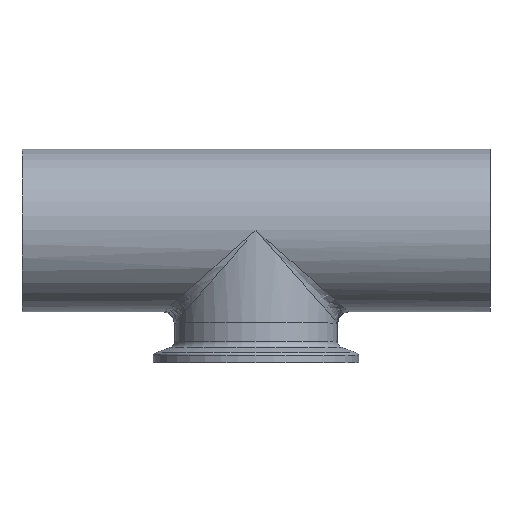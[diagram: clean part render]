
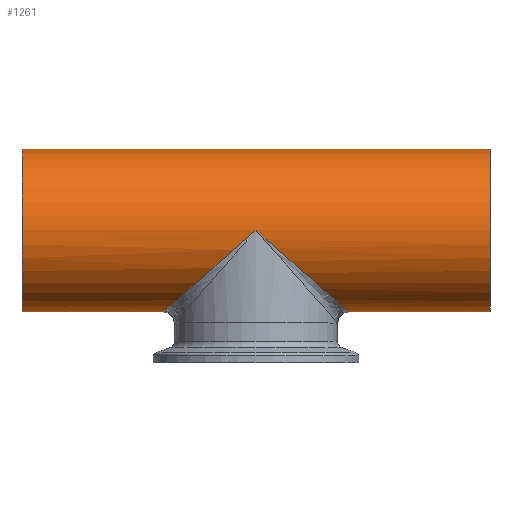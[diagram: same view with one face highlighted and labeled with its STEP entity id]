
A CAD part, top view. The second image highlights one B-rep face of the part: STEP entity #1261.
In plain terms, the highlighted cylindrical face has radius 25.4 mm (diameter 50.8 mm), a full revolution.
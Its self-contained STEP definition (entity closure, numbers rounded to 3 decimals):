
#1032=CARTESIAN_POINT('',(73.0,0.0,25.4));
#1033=VERTEX_POINT('',#1032);
#1041=CARTESIAN_POINT('',(73.0,0.0,-25.4));
#1042=VERTEX_POINT('',#1041);
#1043=CARTESIAN_POINT('',(73.0,0.0,0.0));
#1044=DIRECTION('',(-0.66,0.751,0.0));
#1045=DIRECTION('',(0.751,0.66,0.0));
#1046=AXIS2_PLACEMENT_3D('',#1043,#1044,#1045);
#1047=ELLIPSE('',#1046,38.476,25.4);
#1048=EDGE_CURVE('',#1033,#1042,#1047,.T.);
#1125=CARTESIAN_POINT('',(73.0,0.0,0.0));
#1126=DIRECTION('',(0.66,0.751,0.0));
#1127=DIRECTION('',(-0.751,0.66,0.0));
#1128=AXIS2_PLACEMENT_3D('',#1125,#1126,#1127);
#1129=ELLIPSE('',#1128,38.476,25.4);
#1130=EDGE_CURVE('',#1042,#1033,#1129,.T.);
#1215=CARTESIAN_POINT('',(0.,25.4,0.0));
#1216=VERTEX_POINT('',#1215);
#1217=CARTESIAN_POINT('',(0.,0.0,0.0));
#1218=DIRECTION('',(1.0,0.0,0.0));
#1219=DIRECTION('',(0.0,1.0,0.0));
#1220=AXIS2_PLACEMENT_3D('',#1217,#1218,#1219);
#1221=CIRCLE('',#1220,25.4);
#1222=EDGE_CURVE('',#1216,#1216,#1221,.T.);
#1238=CARTESIAN_POINT('',(73.0,0.0,0.0));
#1239=DIRECTION('',(1.0,0.0,0.0));
#1240=DIRECTION('',(0.0,1.0,0.0));
#1241=AXIS2_PLACEMENT_3D('',#1238,#1239,#1240);
#1242=CYLINDRICAL_SURFACE('',#1241,25.4);
#1243=CARTESIAN_POINT('',(146.0,25.4,0.0));
#1244=VERTEX_POINT('',#1243);
#1245=CARTESIAN_POINT('',(146.0,0.0,0.0));
#1246=DIRECTION('',(1.0,0.0,0.0));
#1247=DIRECTION('',(0.0,1.0,0.0));
#1248=AXIS2_PLACEMENT_3D('',#1245,#1246,#1247);
#1249=CIRCLE('',#1248,25.4);
#1250=EDGE_CURVE('',#1244,#1244,#1249,.T.);
#1251=ORIENTED_EDGE('',*,*,#1250,.F.);
#1252=EDGE_LOOP('',(#1251));
#1253=FACE_OUTER_BOUND('',#1252,.T.);
#1254=ORIENTED_EDGE('',*,*,#1048,.F.);
#1255=ORIENTED_EDGE('',*,*,#1130,.F.);
#1256=EDGE_LOOP('',(#1254,#1255));
#1257=FACE_BOUND('',#1256,.T.);
#1258=ORIENTED_EDGE('',*,*,#1222,.T.);
#1259=EDGE_LOOP('',(#1258));
#1260=FACE_BOUND('',#1259,.T.);
#1261=ADVANCED_FACE('',(#1253,#1257,#1260),#1242,.T.);
